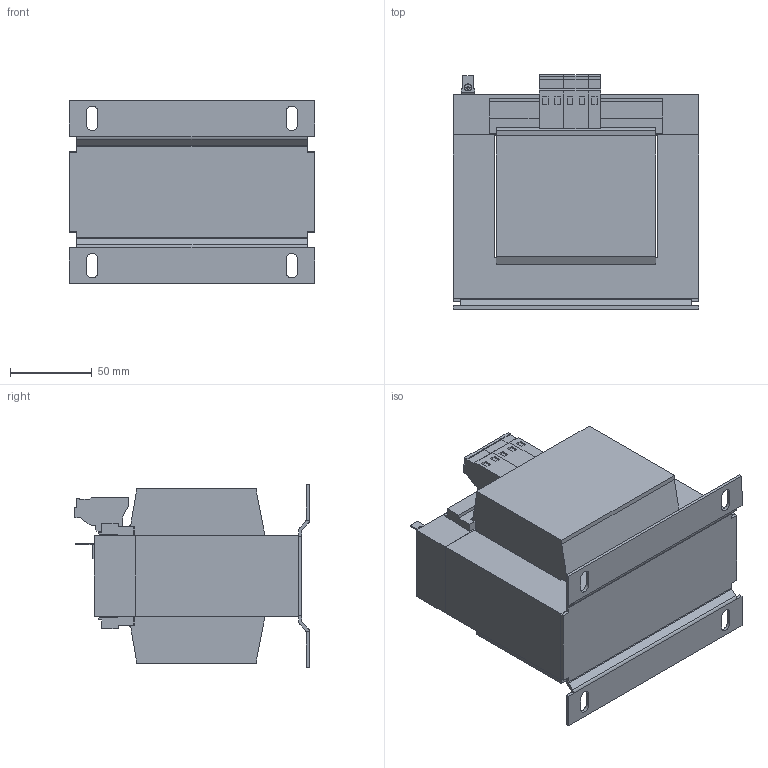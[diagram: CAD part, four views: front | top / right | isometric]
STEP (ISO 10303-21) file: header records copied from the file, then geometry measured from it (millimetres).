
FILE_DESCRIPTION (( 'STEP AP214' ), '1' );
FILE_NAME ('568060.STEP', '2023-02-16T15:00:51', ( '' ), ( '' ), 'SwSTEP 2.0', 'SolidWorks 2018', '' );
FILE_SCHEMA (( 'AUTOMOTIVE_DESIGN' ));
Length unit declared in the file: millimetre
Products named in the file (1): 568060
Bounding box: 150 x 143.35 x 112 mm (x, y, z)
Volume: 1427277.5 mm3; surface area: 144097.1 mm2
Topology: 1 solids, 1 shells, 261 faces, 679 edges, 434 vertices
Faces by surface type: plane 227, cylinder 34
Entity records: 7871 total; most frequent: CARTESIAN_POINT 1375, ORIENTED_EDGE 1358, DIRECTION 1271, EDGE_CURVE 679, LINE 611, VECTOR 611, VERTEX_POINT 434, AXIS2_PLACEMENT_3D 330
